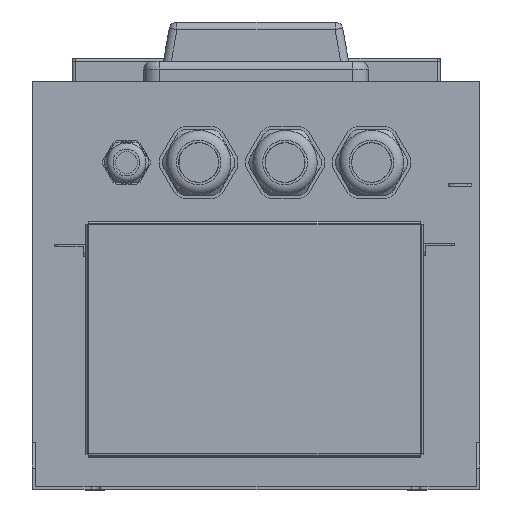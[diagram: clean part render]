
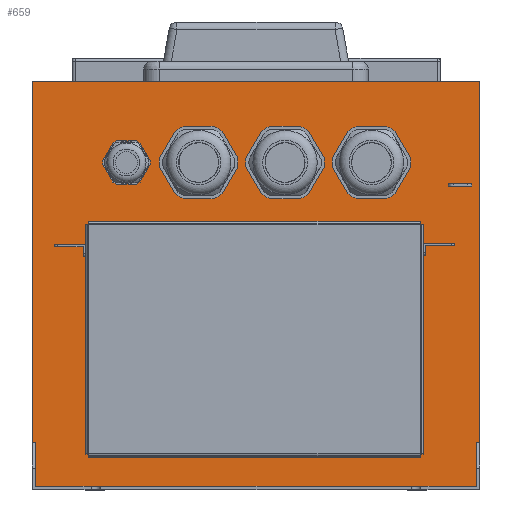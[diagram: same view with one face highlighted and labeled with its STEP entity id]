
A CAD part, front view. The second image highlights one B-rep face of the part: STEP entity #659.
In plain terms, the highlighted planar face has unit normal (0, -1, 0).
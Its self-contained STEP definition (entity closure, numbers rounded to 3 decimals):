
#659=ADVANCED_FACE('',(#4699,#4701,#4703,#4705),#4707,.T.);
#4699=FACE_BOUND('',#4700,.T.);
#4700=EDGE_LOOP('',(#21383,#21384,#21385,#21386,#21387,#21388,#21389,#21390));
#4701=FACE_BOUND('',#4702,.T.);
#4702=EDGE_LOOP('',(#21391,#21392,#21393,#21394,#21395,#21396));
#4703=FACE_BOUND('',#4704,.T.);
#4704=EDGE_LOOP('',(#21397,#21398,#21399,#21400,#21401,#21402));
#4705=FACE_BOUND('',#4706,.T.);
#4706=EDGE_LOOP('',(#21403,#21404,#21405,#21406));
#4707=PLANE('',#4708);
#4708=AXIS2_PLACEMENT_3D('',#4709,#4710,#4711);
#4709=CARTESIAN_POINT('',(0.,-285.,260.));
#4710=DIRECTION('',(0.,-1.,0.));
#4711=DIRECTION('',(0.,0.,-1.));
#21383=ORIENTED_EDGE('',*,*,#26031,.T.);
#21384=ORIENTED_EDGE('',*,*,#26061,.T.);
#21385=ORIENTED_EDGE('',*,*,#26053,.T.);
#21386=ORIENTED_EDGE('',*,*,#26050,.T.);
#21387=ORIENTED_EDGE('',*,*,#26062,.F.);
#21388=ORIENTED_EDGE('',*,*,#26063,.F.);
#21389=ORIENTED_EDGE('',*,*,#26058,.F.);
#21390=ORIENTED_EDGE('',*,*,#26030,.T.);
#21391=ORIENTED_EDGE('',*,*,#25953,.T.);
#21392=ORIENTED_EDGE('',*,*,#25955,.T.);
#21393=ORIENTED_EDGE('',*,*,#25921,.T.);
#21394=ORIENTED_EDGE('',*,*,#25941,.T.);
#21395=ORIENTED_EDGE('',*,*,#25957,.T.);
#21396=ORIENTED_EDGE('',*,*,#25958,.T.);
#21397=ORIENTED_EDGE('',*,*,#25936,.T.);
#21398=ORIENTED_EDGE('',*,*,#25959,.T.);
#21399=ORIENTED_EDGE('',*,*,#25950,.T.);
#21400=ORIENTED_EDGE('',*,*,#25961,.T.);
#21401=ORIENTED_EDGE('',*,*,#25962,.T.);
#21402=ORIENTED_EDGE('',*,*,#25932,.T.);
#21403=ORIENTED_EDGE('',*,*,#25976,.T.);
#21404=ORIENTED_EDGE('',*,*,#25970,.T.);
#21405=ORIENTED_EDGE('',*,*,#25979,.T.);
#21406=ORIENTED_EDGE('',*,*,#25980,.T.);
#25921=EDGE_CURVE('',#28325,#28323,#28326,.T.);
#25932=EDGE_CURVE('',#28345,#28343,#28346,.T.);
#25936=EDGE_CURVE('',#28343,#28350,#28352,.T.);
#25941=EDGE_CURVE('',#28323,#28358,#28360,.T.);
#25950=EDGE_CURVE('',#28375,#28373,#28376,.T.);
#25953=EDGE_CURVE('',#28380,#28378,#28381,.T.);
#25955=EDGE_CURVE('',#28378,#28325,#28383,.T.);
#25957=EDGE_CURVE('',#28358,#28384,#28386,.T.);
#25958=EDGE_CURVE('',#28384,#28380,#28387,.T.);
#25959=EDGE_CURVE('',#28350,#28375,#28388,.T.);
#25961=EDGE_CURVE('',#28373,#28389,#28391,.T.);
#25962=EDGE_CURVE('',#28389,#28345,#28392,.T.);
#25970=EDGE_CURVE('',#28407,#28405,#28408,.T.);
#25976=EDGE_CURVE('',#28416,#28407,#28417,.T.);
#25979=EDGE_CURVE('',#28405,#28419,#28421,.T.);
#25980=EDGE_CURVE('',#28419,#28416,#28422,.T.);
#26030=EDGE_CURVE('',#28504,#28506,#28508,.T.);
#26031=EDGE_CURVE('',#28506,#28509,#28510,.T.);
#26050=EDGE_CURVE('',#28542,#28540,#28543,.T.);
#26053=EDGE_CURVE('',#28545,#28542,#28547,.T.);
#26058=EDGE_CURVE('',#28504,#28554,#28555,.T.);
#26061=EDGE_CURVE('',#28509,#28545,#28558,.T.);
#26062=EDGE_CURVE('',#28559,#28540,#28560,.T.);
#26063=EDGE_CURVE('',#28554,#28559,#28561,.T.);
#28323=VERTEX_POINT('',#32331);
#28325=VERTEX_POINT('',#32335);
#28326=LINE('',#32336,#32337);
#28343=VERTEX_POINT('',#32375);
#28345=VERTEX_POINT('',#32379);
#28346=LINE('',#32380,#32381);
#28350=VERTEX_POINT('',#32390);
#28352=LINE('',#32394,#32395);
#28358=VERTEX_POINT('',#32410);
#28360=LINE('',#32414,#32415);
#28373=VERTEX_POINT('',#32445);
#28375=VERTEX_POINT('',#32449);
#28376=LINE('',#32450,#32451);
#28378=VERTEX_POINT('',#32456);
#28380=VERTEX_POINT('',#32460);
#28381=LINE('',#32461,#32462);
#28383=LINE('',#32467,#32468);
#28384=VERTEX_POINT('',#32470);
#28386=LINE('',#32474,#32475);
#28387=LINE('',#32477,#32478);
#28388=LINE('',#32480,#32481);
#28389=VERTEX_POINT('',#32483);
#28391=LINE('',#32487,#32488);
#28392=LINE('',#32490,#32491);
#28405=VERTEX_POINT('',#32520);
#28407=VERTEX_POINT('',#32524);
#28408=LINE('',#32525,#32526);
#28416=VERTEX_POINT('',#32546);
#28417=LINE('',#32547,#32548);
#28419=VERTEX_POINT('',#32553);
#28421=LINE('',#32557,#32558);
#28422=LINE('',#32560,#32561);
#28504=VERTEX_POINT('',#32750);
#28506=VERTEX_POINT('',#32754);
#28508=LINE('',#32758,#32759);
#28509=VERTEX_POINT('',#32761);
#28510=LINE('',#32762,#32763);
#28540=VERTEX_POINT('',#32828);
#28542=VERTEX_POINT('',#32832);
#28543=LINE('',#32833,#32834);
#28545=VERTEX_POINT('',#32839);
#28547=LINE('',#32843,#32844);
#28554=VERTEX_POINT('',#32860);
#28555=LINE('',#32861,#32862);
#28558=LINE('',#32870,#32871);
#28559=VERTEX_POINT('',#32873);
#28560=LINE('',#32874,#32875);
#28561=LINE('',#32877,#32878);
#32331=CARTESIAN_POINT('',(-110.,-285.,155.));
#32335=CARTESIAN_POINT('',(-110.,-285.,148.5));
#32336=CARTESIAN_POINT('',(-110.,-285.,148.5));
#32337=VECTOR('',#32338,1.);
#32338=DIRECTION('',(0.,0.,1.));
#32375=CARTESIAN_POINT('',(108.,-285.,149.25));
#32379=CARTESIAN_POINT('',(108.,-285.,155.75));
#32380=CARTESIAN_POINT('',(108.,-285.,155.75));
#32381=VECTOR('',#32382,1.);
#32382=DIRECTION('',(0.,0.,-1.));
#32390=CARTESIAN_POINT('',(106.5,-285.,149.25));
#32394=CARTESIAN_POINT('',(108.,-285.,149.25));
#32395=VECTOR('',#32396,1.);
#32396=DIRECTION('',(-1.,0.,0.));
#32410=CARTESIAN_POINT('',(-128.5,-285.,155.));
#32414=CARTESIAN_POINT('',(-110.,-285.,155.));
#32415=VECTOR('',#32416,1.);
#32416=DIRECTION('',(-1.,0.,0.));
#32445=CARTESIAN_POINT('',(126.5,-285.,157.25));
#32449=CARTESIAN_POINT('',(106.5,-285.,157.25));
#32450=CARTESIAN_POINT('',(106.5,-285.,157.25));
#32451=VECTOR('',#32452,1.);
#32452=DIRECTION('',(1.,0.,0.));
#32456=CARTESIAN_POINT('',(-108.5,-285.,148.5));
#32460=CARTESIAN_POINT('',(-108.5,-285.,156.5));
#32461=CARTESIAN_POINT('',(-108.5,-285.,156.5));
#32462=VECTOR('',#32463,1.);
#32463=DIRECTION('',(0.,0.,-1.));
#32467=CARTESIAN_POINT('',(-108.5,-285.,148.5));
#32468=VECTOR('',#32469,1.);
#32469=DIRECTION('',(-1.,0.,0.));
#32470=CARTESIAN_POINT('',(-128.5,-285.,156.5));
#32474=CARTESIAN_POINT('',(-128.5,-285.,155.));
#32475=VECTOR('',#32476,1.);
#32476=DIRECTION('',(0.,0.,1.));
#32477=CARTESIAN_POINT('',(-128.5,-285.,156.5));
#32478=VECTOR('',#32479,1.);
#32479=DIRECTION('',(1.,0.,0.));
#32480=CARTESIAN_POINT('',(106.5,-285.,149.25));
#32481=VECTOR('',#32482,1.);
#32482=DIRECTION('',(0.,0.,1.));
#32483=CARTESIAN_POINT('',(126.5,-285.,155.75));
#32487=CARTESIAN_POINT('',(126.5,-285.,157.25));
#32488=VECTOR('',#32489,1.);
#32489=DIRECTION('',(0.,0.,-1.));
#32490=CARTESIAN_POINT('',(126.5,-285.,155.75));
#32491=VECTOR('',#32492,1.);
#32492=DIRECTION('',(-1.,0.,0.));
#32520=CARTESIAN_POINT('',(137.5,-285.,195.));
#32524=CARTESIAN_POINT('',(122.5,-285.,195.));
#32525=CARTESIAN_POINT('',(122.5,-285.,195.));
#32526=VECTOR('',#32527,1.);
#32527=DIRECTION('',(1.,0.,0.));
#32546=CARTESIAN_POINT('',(122.5,-285.,193.5));
#32547=CARTESIAN_POINT('',(122.5,-285.,193.5));
#32548=VECTOR('',#32549,1.);
#32549=DIRECTION('',(0.,0.,1.));
#32553=CARTESIAN_POINT('',(137.5,-285.,193.5));
#32557=CARTESIAN_POINT('',(137.5,-285.,195.));
#32558=VECTOR('',#32559,1.);
#32559=DIRECTION('',(0.,0.,-1.));
#32560=CARTESIAN_POINT('',(137.5,-285.,193.5));
#32561=VECTOR('',#32562,1.);
#32562=DIRECTION('',(-1.,0.,0.));
#32750=CARTESIAN_POINT('',(-142.5,-285.,30.));
#32754=CARTESIAN_POINT('',(-140.5,-285.,30.));
#32758=CARTESIAN_POINT('',(-142.5,-285.,30.));
#32759=VECTOR('',#32760,1.);
#32760=DIRECTION('',(1.,0.,0.));
#32761=CARTESIAN_POINT('',(-140.5,-285.,2.5));
#32762=CARTESIAN_POINT('',(-140.5,-285.,30.));
#32763=VECTOR('',#32764,1.);
#32764=DIRECTION('',(0.,0.,-1.));
#32828=CARTESIAN_POINT('',(142.5,-285.,30.));
#32832=CARTESIAN_POINT('',(140.5,-285.,30.));
#32833=CARTESIAN_POINT('',(140.5,-285.,30.));
#32834=VECTOR('',#32835,1.);
#32835=DIRECTION('',(1.,0.,0.));
#32839=CARTESIAN_POINT('',(140.5,-285.,2.5));
#32843=CARTESIAN_POINT('',(140.5,-285.,2.5));
#32844=VECTOR('',#32845,1.);
#32845=DIRECTION('',(0.,0.,1.));
#32860=CARTESIAN_POINT('',(-142.5,-285.,260.));
#32861=CARTESIAN_POINT('',(-142.5,-285.,30.));
#32862=VECTOR('',#32863,1.);
#32863=DIRECTION('',(0.,0.,1.));
#32870=CARTESIAN_POINT('',(-140.5,-285.,2.5));
#32871=VECTOR('',#32872,1.);
#32872=DIRECTION('',(1.,0.,0.));
#32873=CARTESIAN_POINT('',(142.5,-285.,260.));
#32874=CARTESIAN_POINT('',(142.5,-285.,260.));
#32875=VECTOR('',#32876,1.);
#32876=DIRECTION('',(0.,0.,-1.));
#32877=CARTESIAN_POINT('',(-142.5,-285.,260.));
#32878=VECTOR('',#32879,1.);
#32879=DIRECTION('',(1.,0.,0.));
